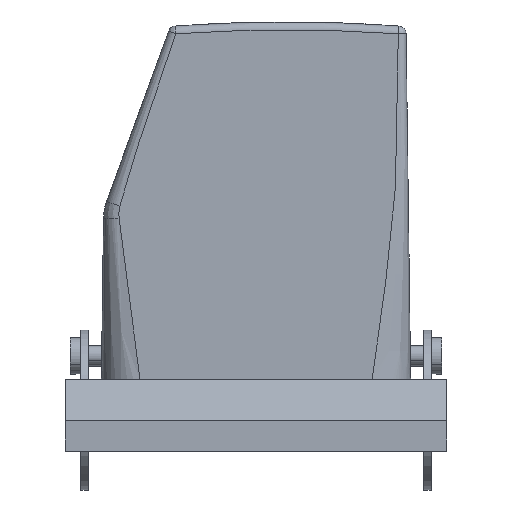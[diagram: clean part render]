
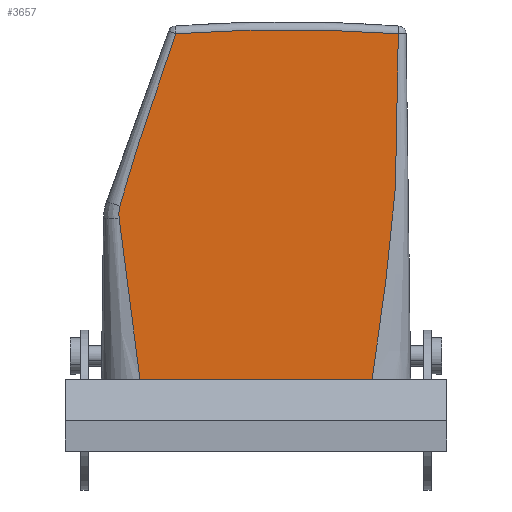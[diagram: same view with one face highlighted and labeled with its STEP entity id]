
A CAD part, left-side view. The second image highlights one B-rep face of the part: STEP entity #3657.
In plain terms, the highlighted planar face has unit normal (-1, 0, 0).
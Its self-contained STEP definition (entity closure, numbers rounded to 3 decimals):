
#3607=AXIS2_PLACEMENT_3D('Plane Axis2P3D',#3604,#3605,#3606) ;
#3646=AXIS2_PLACEMENT_3D('Circle Axis2P3D',#3644,#3645,$) ;
#2861=CARTESIAN_POINT('Vertex',(19.5,9.393,88.517)) ;
#2865=CARTESIAN_POINT('Control Point',(19.5,9.393,88.517)) ;
#2866=CARTESIAN_POINT('Control Point',(19.5,9.387,84.091)) ;
#2867=CARTESIAN_POINT('Control Point',(19.5,9.402,79.653)) ;
#2868=CARTESIAN_POINT('Control Point',(19.5,9.461,75.229)) ;
#2869=CARTESIAN_POINT('Control Point',(19.5,9.537,67.803)) ;
#2870=CARTESIAN_POINT('Control Point',(19.5,9.825,60.383)) ;
#2871=CARTESIAN_POINT('Control Point',(19.5,9.999,57.389)) ;
#2872=CARTESIAN_POINT('Control Point',(19.5,10.468,51.408)) ;
#2873=CARTESIAN_POINT('Control Point',(19.5,11.144,45.438)) ;
#2874=CARTESIAN_POINT('Control Point',(19.5,11.526,42.457)) ;
#2875=CARTESIAN_POINT('Control Point',(19.5,12.198,37.559)) ;
#2876=CARTESIAN_POINT('Control Point',(19.5,12.903,32.665)) ;
#2877=CARTESIAN_POINT('Control Point',(19.5,13.182,30.746)) ;
#2878=CARTESIAN_POINT('Control Point',(19.5,13.614,27.738)) ;
#2879=CARTESIAN_POINT('Control Point',(19.5,14.039,24.729)) ;
#2880=CARTESIAN_POINT('Control Point',(19.5,14.189,23.651)) ;
#2881=CARTESIAN_POINT('Control Point',(19.5,14.338,22.577)) ;
#2882=CARTESIAN_POINT('Control Point',(19.5,14.486,21.5)) ;
#2883=CARTESIAN_POINT('Vertex',(19.5,14.486,21.5)) ;
#2915=CARTESIAN_POINT('Line Origine',(19.5,37.,21.5)) ;
#2919=CARTESIAN_POINT('Vertex',(19.5,59.514,21.5)) ;
#3519=CARTESIAN_POINT('Control Point',(19.5,63.549,52.66)) ;
#3520=CARTESIAN_POINT('Control Point',(19.5,63.15,48.281)) ;
#3521=CARTESIAN_POINT('Control Point',(19.5,62.642,43.898)) ;
#3522=CARTESIAN_POINT('Control Point',(19.5,62.048,39.554)) ;
#3523=CARTESIAN_POINT('Control Point',(19.5,61.148,33.262)) ;
#3524=CARTESIAN_POINT('Control Point',(19.5,60.259,26.959)) ;
#3525=CARTESIAN_POINT('Control Point',(19.5,60.01,25.164)) ;
#3526=CARTESIAN_POINT('Control Point',(19.5,59.763,23.353)) ;
#3527=CARTESIAN_POINT('Control Point',(19.5,59.514,21.5)) ;
#3528=CARTESIAN_POINT('Vertex',(19.5,63.549,52.66)) ;
#3604=CARTESIAN_POINT('Axis2P3D Location',(19.5,-1.071,-11.804)) ;
#3610=CARTESIAN_POINT('Control Point',(19.5,52.542,88.522)) ;
#3611=CARTESIAN_POINT('Control Point',(19.5,53.824,84.88)) ;
#3612=CARTESIAN_POINT('Control Point',(19.5,55.094,81.234)) ;
#3613=CARTESIAN_POINT('Control Point',(19.5,56.34,77.567)) ;
#3614=CARTESIAN_POINT('Control Point',(19.5,57.842,73.136)) ;
#3615=CARTESIAN_POINT('Control Point',(19.5,59.306,68.697)) ;
#3616=CARTESIAN_POINT('Control Point',(19.5,59.561,67.922)) ;
#3617=CARTESIAN_POINT('Control Point',(19.5,60.044,66.438)) ;
#3618=CARTESIAN_POINT('Control Point',(19.5,60.52,64.951)) ;
#3619=CARTESIAN_POINT('Control Point',(19.5,60.746,64.24)) ;
#3620=CARTESIAN_POINT('Control Point',(19.5,61.179,62.856)) ;
#3621=CARTESIAN_POINT('Control Point',(19.5,61.603,61.468)) ;
#3622=CARTESIAN_POINT('Control Point',(19.5,61.806,60.794)) ;
#3623=CARTESIAN_POINT('Control Point',(19.5,62.2,59.464)) ;
#3624=CARTESIAN_POINT('Control Point',(19.5,62.583,58.132)) ;
#3625=CARTESIAN_POINT('Control Point',(19.5,62.769,57.474)) ;
#3626=CARTESIAN_POINT('Control Point',(19.5,63.014,56.597)) ;
#3627=CARTESIAN_POINT('Control Point',(19.5,63.253,55.719)) ;
#3628=CARTESIAN_POINT('Control Point',(19.5,63.312,55.498)) ;
#3629=CARTESIAN_POINT('Control Point',(19.5,63.371,55.278)) ;
#3630=CARTESIAN_POINT('Control Point',(19.5,63.43,55.058)) ;
#3631=CARTESIAN_POINT('Vertex',(19.5,63.43,55.058)) ;
#3633=CARTESIAN_POINT('Vertex',(19.5,52.542,88.522)) ;
#3637=CARTESIAN_POINT('Control Point',(19.5,63.43,55.058)) ;
#3638=CARTESIAN_POINT('Control Point',(19.5,63.54,54.587)) ;
#3639=CARTESIAN_POINT('Control Point',(19.5,63.608,54.107)) ;
#3640=CARTESIAN_POINT('Control Point',(19.5,63.634,53.622)) ;
#3641=CARTESIAN_POINT('Control Point',(19.5,63.615,53.138)) ;
#3642=CARTESIAN_POINT('Control Point',(19.5,63.549,52.66)) ;
#3644=CARTESIAN_POINT('Axis2P3D Location',(19.5,31.,-209.2)) ;
#2916=DIRECTION('Vector Direction',(0.,-1.,0.)) ;
#3605=DIRECTION('Axis2P3D Direction',(-1.,0.,0.)) ;
#3606=DIRECTION('Axis2P3D XDirection',(0.,-0.17,0.985)) ;
#3645=DIRECTION('Axis2P3D Direction',(-1.,0.,0.)) ;
#2917=VECTOR('Line Direction',#2916,1.) ;
#3650=ORIENTED_EDGE('',*,*,#3635,.F.) ;
#3651=ORIENTED_EDGE('',*,*,#3643,.F.) ;
#3652=ORIENTED_EDGE('',*,*,#3530,.F.) ;
#3653=ORIENTED_EDGE('',*,*,#2921,.T.) ;
#3654=ORIENTED_EDGE('',*,*,#2885,.T.) ;
#3655=ORIENTED_EDGE('',*,*,#3648,.T.) ;
#3657=ADVANCED_FACE('Hood',(#3656),#3608,.T.) ;
#2864=B_SPLINE_CURVE_WITH_KNOTS('',5,(#2865,#2866,#2867,#2868,#2869,#2870,#2871,#2872,#2873,#2874,#2875,#2876,#2877,#2878,#2879,#2880,#2881,#2882),.UNSPECIFIED.,.F.,.U.,(6,3,3,3,3,6),(29.919,52.045,67.,81.955,91.601,97.073),.UNSPECIFIED.) ;
#3518=B_SPLINE_CURVE_WITH_KNOTS('',5,(#3519,#3520,#3521,#3522,#3523,#3524,#3525,#3526,#3527),.UNSPECIFIED.,.F.,.U.,(6,3,6),(110.362,132.177,141.647),.UNSPECIFIED.) ;
#3609=B_SPLINE_CURVE_WITH_KNOTS('',5,(#3610,#3611,#3612,#3613,#3614,#3615,#3616,#3617,#3618,#3619,#3620,#3621,#3622,#3623,#3624,#3625,#3626,#3627,#3628,#3629,#3630),.UNSPECIFIED.,.F.,.U.,(6,3,3,3,3,3,6),(0.,27.307,33.069,38.352,43.332,48.162,49.776),.UNSPECIFIED.) ;
#3636=B_SPLINE_CURVE_WITH_KNOTS('',5,(#3637,#3638,#3639,#3640,#3641,#3642),.UNSPECIFIED.,.F.,.U.,(6,6),(0.,3.419),.UNSPECIFIED.) ;
#3647=CIRCLE('generated circle',#3646,298.5) ;
#2885=EDGE_CURVE('',#2884,#2862,#2864,.F.) ;
#2921=EDGE_CURVE('',#2920,#2884,#2918,.T.) ;
#3530=EDGE_CURVE('',#2920,#3529,#3518,.F.) ;
#3635=EDGE_CURVE('',#3632,#3634,#3609,.F.) ;
#3643=EDGE_CURVE('',#3529,#3632,#3636,.F.) ;
#3648=EDGE_CURVE('',#2862,#3634,#3647,.T.) ;
#3649=EDGE_LOOP('',(#3650,#3651,#3652,#3653,#3654,#3655)) ;
#3656=FACE_OUTER_BOUND('',#3649,.T.) ;
#2918=LINE('Line',#2915,#2917) ;
#3608=PLANE('',#3607) ;
#2862=VERTEX_POINT('',#2861) ;
#2884=VERTEX_POINT('',#2883) ;
#2920=VERTEX_POINT('',#2919) ;
#3529=VERTEX_POINT('',#3528) ;
#3632=VERTEX_POINT('',#3631) ;
#3634=VERTEX_POINT('',#3633) ;
